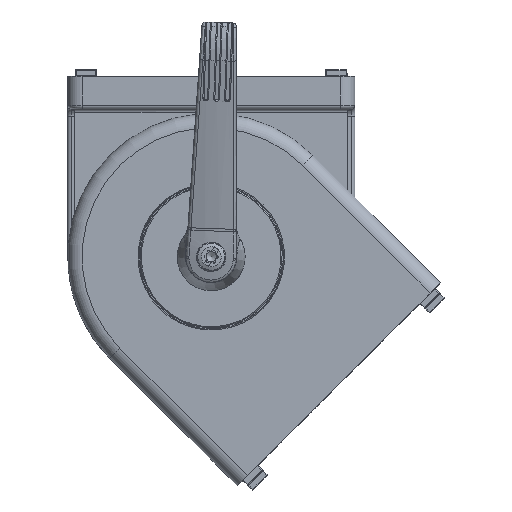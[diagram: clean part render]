
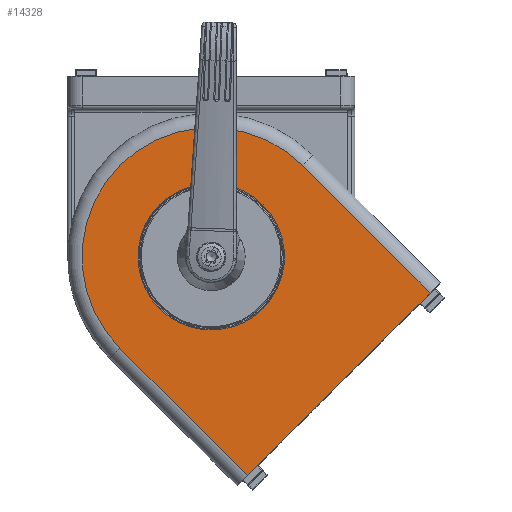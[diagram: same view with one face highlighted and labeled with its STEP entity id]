
A CAD part, front view. The second image highlights one B-rep face of the part: STEP entity #14328.
In plain terms, the highlighted face is planar.
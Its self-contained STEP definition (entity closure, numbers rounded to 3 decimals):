
#263=FACE_BOUND('',#4069,.T.);
#323=PLANE('',#15660);
#1363=LINE('',#23106,#2177);
#1565=LINE('',#24044,#2379);
#1566=LINE('',#24045,#2380);
#2177=VECTOR('',#17742,1000.);
#2379=VECTOR('',#18114,1000.);
#2380=VECTOR('',#18115,1000.);
#3082=FACE_OUTER_BOUND('',#4068,.T.);
#4068=EDGE_LOOP('',(#10215,#10216,#10217,#10218));
#4069=EDGE_LOOP('',(#10219,#10220));
#4996=CIRCLE('',#15412,35.8);
#5087=CIRCLE('',#15523,20.319);
#5088=CIRCLE('',#15524,20.319);
#6077=VERTEX_POINT('',#22088);
#6078=VERTEX_POINT('',#22089);
#6168=VERTEX_POINT('',#22500);
#6169=VERTEX_POINT('',#22502);
#6237=VERTEX_POINT('',#23103);
#6238=VERTEX_POINT('',#23105);
#7406=EDGE_CURVE('',#6077,#6078,#4996,.T.);
#7513=EDGE_CURVE('',#6168,#6169,#5087,.T.);
#7514=EDGE_CURVE('',#6169,#6168,#5088,.T.);
#7594=EDGE_CURVE('',#6238,#6237,#1363,.T.);
#7903=EDGE_CURVE('',#6078,#6238,#1565,.T.);
#7904=EDGE_CURVE('',#6237,#6077,#1566,.T.);
#10215=ORIENTED_EDGE('',*,*,#7903,.T.);
#10216=ORIENTED_EDGE('',*,*,#7594,.T.);
#10217=ORIENTED_EDGE('',*,*,#7904,.T.);
#10218=ORIENTED_EDGE('',*,*,#7406,.T.);
#10219=ORIENTED_EDGE('',*,*,#7514,.F.);
#10220=ORIENTED_EDGE('',*,*,#7513,.F.);
#14328=ADVANCED_FACE('',(#3082,#263),#323,.F.);
#15412=AXIS2_PLACEMENT_3D('',#22090,#17369,#17370);
#15523=AXIS2_PLACEMENT_3D('',#22503,#17604,#17605);
#15524=AXIS2_PLACEMENT_3D('',#22504,#17606,#17607);
#15660=AXIS2_PLACEMENT_3D('',#24043,#18112,#18113);
#17369=DIRECTION('center_axis',(0.,1.,0.));
#17370=DIRECTION('ref_axis',(0.,0.,
-1.));
#17604=DIRECTION('center_axis',(0.,1.,0.));
#17605=DIRECTION('ref_axis',(0.,0.,
-1.));
#17606=DIRECTION('center_axis',(0.,1.,0.));
#17607=DIRECTION('ref_axis',(0.,0.,
-1.));
#17742=DIRECTION('',(1.,0.,0.));
#18112=DIRECTION('center_axis',(0.,-1.,0.));
#18113=DIRECTION('ref_axis',(0.,0.,
-1.));
#18114=DIRECTION('',(0.,0.,1.));
#18115=DIRECTION('',(0.,0.,-1.));
#22088=CARTESIAN_POINT('',(35.8,19.9,-41.));
#22089=CARTESIAN_POINT('',(-35.8,19.9,-41.));
#22090=CARTESIAN_POINT('Origin',(0.,19.9,-41.));
#22500=CARTESIAN_POINT('',(0.,19.9,-61.319));
#22502=CARTESIAN_POINT('',(0.,19.9,-20.681));
#22503=CARTESIAN_POINT('Origin',(0.,19.9,-41.));
#22504=CARTESIAN_POINT('Origin',(0.,19.9,-41.));
#23103=CARTESIAN_POINT('',(35.8,19.9,9.));
#23105=CARTESIAN_POINT('',(-35.8,19.9,9.));
#23106=CARTESIAN_POINT('',(-45.5,19.9,9.));
#24043=CARTESIAN_POINT('Origin',(39.8,19.9,0.));
#24044=CARTESIAN_POINT('',(-35.8,19.9,0.));
#24045=CARTESIAN_POINT('',(35.8,19.9,0.));
